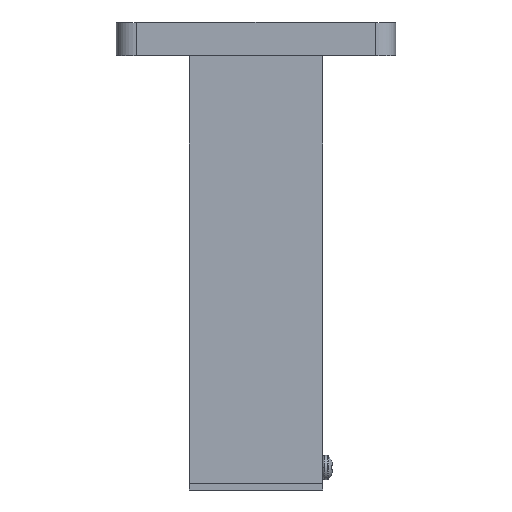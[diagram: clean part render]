
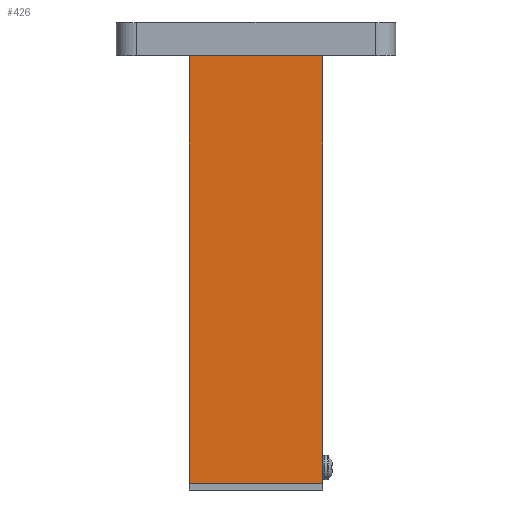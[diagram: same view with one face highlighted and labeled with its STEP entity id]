
A CAD part, front view. The second image highlights one B-rep face of the part: STEP entity #426.
In plain terms, the highlighted planar face has unit normal (0, -1, 0).
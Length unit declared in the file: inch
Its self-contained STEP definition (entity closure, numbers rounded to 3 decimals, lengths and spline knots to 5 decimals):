
#109 = CARTESIAN_POINT ( 'NONE',  ( -0.5, -0.25, -3.45 ) ) ;
#151 = PLANE ( 'NONE',  #3762 ) ;
#269 = EDGE_LOOP ( 'NONE', ( #304, #1459, #2561, #833 ) ) ;
#304 = ORIENTED_EDGE ( 'NONE', *, *, #1832, .F. ) ;
#426 = ADVANCED_FACE ( 'NONE', ( #732 ), #151, .T. ) ;
#474 = DIRECTION ( 'NONE',  ( 0., 0., -1. ) ) ;
#478 = CARTESIAN_POINT ( 'NONE',  ( -0.5, -0.25, -0.25 ) ) ;
#732 = FACE_OUTER_BOUND ( 'NONE', #269, .T. ) ;
#807 = EDGE_CURVE ( 'NONE', #2467, #3032, #2411, .T. ) ;
#833 = ORIENTED_EDGE ( 'NONE', *, *, #1622, .T. ) ;
#951 = VERTEX_POINT ( 'NONE', #3739 ) ;
#1094 = DIRECTION ( 'NONE',  ( 0., 0., 1. ) ) ;
#1372 = CARTESIAN_POINT ( 'NONE',  ( -0.5, -0.25, -3.5 ) ) ;
#1381 = DIRECTION ( 'NONE',  ( 0., -1., 0. ) ) ;
#1399 = DIRECTION ( 'NONE',  ( 1., 0., 0. ) ) ;
#1459 = ORIENTED_EDGE ( 'NONE', *, *, #2330, .T. ) ;
#1532 = VECTOR ( 'NONE', #1094, 39.37008 ) ;
#1569 = DIRECTION ( 'NONE',  ( 0., 0., 1. ) ) ;
#1622 = EDGE_CURVE ( 'NONE', #3032, #3717, #2415, .T. ) ;
#1832 = EDGE_CURVE ( 'NONE', #951, #3717, #2270, .T. ) ;
#1897 = CARTESIAN_POINT ( 'NONE',  ( 0.5, -0.25, -0.25 ) ) ;
#2270 = LINE ( 'NONE', #1372, #1532 ) ;
#2330 = EDGE_CURVE ( 'NONE', #951, #2467, #3507, .T. ) ;
#2411 = LINE ( 'NONE', #2476, #3587 ) ;
#2415 = LINE ( 'NONE', #3658, #3014 ) ;
#2467 = VERTEX_POINT ( 'NONE', #2710 ) ;
#2476 = CARTESIAN_POINT ( 'NONE',  ( 0.5, -0.25, -3.5 ) ) ;
#2561 = ORIENTED_EDGE ( 'NONE', *, *, #807, .T. ) ;
#2653 = CARTESIAN_POINT ( 'NONE',  ( -0.5, -0.25, -3.5 ) ) ;
#2710 = CARTESIAN_POINT ( 'NONE',  ( 0.5, -0.25, -3.45 ) ) ;
#3014 = VECTOR ( 'NONE', #3358, 39.37008 ) ;
#3018 = VECTOR ( 'NONE', #1399, 39.37008 ) ;
#3032 = VERTEX_POINT ( 'NONE', #1897 ) ;
#3358 = DIRECTION ( 'NONE',  ( -1., 0., 0. ) ) ;
#3507 = LINE ( 'NONE', #109, #3018 ) ;
#3587 = VECTOR ( 'NONE', #1569, 39.37008 ) ;
#3658 = CARTESIAN_POINT ( 'NONE',  ( -0.5, -0.25, -0.25 ) ) ;
#3717 = VERTEX_POINT ( 'NONE', #478 ) ;
#3739 = CARTESIAN_POINT ( 'NONE',  ( -0.5, -0.25, -3.45 ) ) ;
#3762 = AXIS2_PLACEMENT_3D ( 'NONE', #2653, #1381, #474 ) ;
